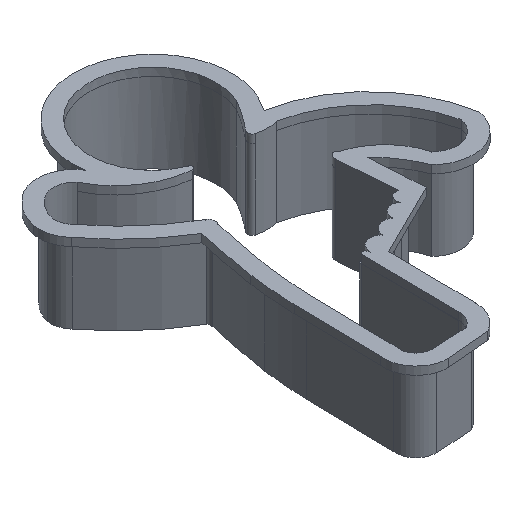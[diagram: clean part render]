
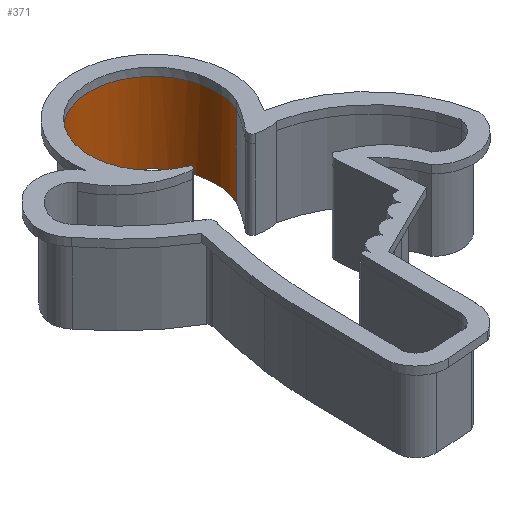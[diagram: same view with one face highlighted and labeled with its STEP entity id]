
A CAD part, isometric view. The second image highlights one B-rep face of the part: STEP entity #371.
In plain terms, the highlighted cylindrical face has radius 14.24 mm (diameter 28.48 mm), a partial arc.
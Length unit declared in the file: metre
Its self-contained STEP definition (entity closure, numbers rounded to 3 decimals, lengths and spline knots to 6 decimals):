
#371 = ADVANCED_FACE( '', ( #755 ), #756, .F. );
#755 = FACE_OUTER_BOUND( '', #1146, .T. );
#756 = CYLINDRICAL_SURFACE( '', #1147, 0.01424 );
#1146 = EDGE_LOOP( '', ( #2272, #2273, #2274, #2275, #2276, #2277 ) );
#1147 = AXIS2_PLACEMENT_3D( '', #2278, #2279, #2280 );
#2272 = ORIENTED_EDGE( '', *, *, #2875, .T. );
#2273 = ORIENTED_EDGE( '', *, *, #2746, .T. );
#2274 = ORIENTED_EDGE( '', *, *, #2716, .T. );
#2275 = ORIENTED_EDGE( '', *, *, #2750, .F. );
#2276 = ORIENTED_EDGE( '', *, *, #2615, .F. );
#2277 = ORIENTED_EDGE( '', *, *, #2868, .T. );
#2278 = CARTESIAN_POINT( '', ( 0., 0., -0.018 ) );
#2279 = DIRECTION( '', ( 0., 0., 1. ) );
#2280 = DIRECTION( '', ( 1., 0., 0. ) );
#2615 = EDGE_CURVE( '', #3245, #3247, #3248, .T. );
#2716 = EDGE_CURVE( '', #3392, #3390, #3393, .T. );
#2746 = EDGE_CURVE( '', #3432, #3392, #3434, .T. );
#2750 = EDGE_CURVE( '', #3247, #3390, #3438, .T. );
#2868 = EDGE_CURVE( '', #3245, #3577, #3579, .T. );
#2875 = EDGE_CURVE( '', #3577, #3432, #3586, .T. );
#3245 = VERTEX_POINT( '', #4041 );
#3247 = VERTEX_POINT( '', #4043 );
#3248 = CIRCLE( '', #4044, 0.01424 );
#3390 = VERTEX_POINT( '', #4237 );
#3392 = VERTEX_POINT( '', #4239 );
#3393 = CIRCLE( '', #4240, 0.01424 );
#3432 = VERTEX_POINT( '', #4289 );
#3434 = B_SPLINE_CURVE_WITH_KNOTS( '', 3, ( #4291, #4292, #4293, #4294, #4295, #4296, #4297, #4298, #4299, #4300, #4301, #4302, #4303, #4304, #4305, #4306, #4307, #4308 ), .UNSPECIFIED., .F., .F., ( 4, 2, 2, 2, 2, 2, 2, 2, 4 ), ( 0., 0.125, 0.25, 0.375, 0.5, 0.625, 0.75, 0.875, 1. ), .UNSPECIFIED. );
#3438 = LINE( '', #4312, #4313 );
#3577 = VERTEX_POINT( '', #4529 );
#3579 = LINE( '', #4531, #4532 );
#3586 = CIRCLE( '', #4540, 0.01424 );
#4041 = CARTESIAN_POINT( '', ( 0.01297, -0.005878, -0.018 ) );
#4043 = CARTESIAN_POINT( '', ( -0.010269, -0.009865, -0.018 ) );
#4044 = AXIS2_PLACEMENT_3D( '', #4903, #4904, #4905 );
#4237 = CARTESIAN_POINT( '', ( -0.010269, -0.009865, 0. ) );
#4239 = CARTESIAN_POINT( '', ( -0.013877, -0.003195, 0. ) );
#4240 = AXIS2_PLACEMENT_3D( '', #5074, #5075, #5076 );
#4289 = CARTESIAN_POINT( '', ( 0.013877, 0.003196, 0. ) );
#4291 = CARTESIAN_POINT( '', ( 0.013877, 0.003196, 0. ) );
#4292 = CARTESIAN_POINT( '', ( 0.013458, 0.005012, 0. ) );
#4293 = CARTESIAN_POINT( '', ( 0.012679, 0.006745, 0. ) );
#4294 = CARTESIAN_POINT( '', ( 0.010516, 0.009781, 0. ) );
#4295 = CARTESIAN_POINT( '', ( 0.009133, 0.011083, 0. ) );
#4296 = CARTESIAN_POINT( '', ( 0.005973, 0.013061, 0. ) );
#4297 = CARTESIAN_POINT( '', ( 0.004196, 0.013735, 0. ) );
#4298 = CARTESIAN_POINT( '', ( 0.00052, 0.014352, 0. ) );
#4299 = CARTESIAN_POINT( '', ( -0.001379, 0.014295, 0. ) );
#4300 = CARTESIAN_POINT( '', ( -0.005012, 0.013459, 0. ) );
#4301 = CARTESIAN_POINT( '', ( -0.006744, 0.012679, 0. ) );
#4302 = CARTESIAN_POINT( '', ( -0.009781, 0.010516, 0. ) );
#4303 = CARTESIAN_POINT( '', ( -0.011083, 0.009133, 0. ) );
#4304 = CARTESIAN_POINT( '', ( -0.01306, 0.005973, 0. ) );
#4305 = CARTESIAN_POINT( '', ( -0.013735, 0.004197, 0. ) );
#4306 = CARTESIAN_POINT( '', ( -0.014352, 0.00052, 0. ) );
#4307 = CARTESIAN_POINT( '', ( -0.014295, -0.001379, 0. ) );
#4308 = CARTESIAN_POINT( '', ( -0.013877, -0.003195, 0. ) );
#4312 = CARTESIAN_POINT( '', ( -0.010269, -0.009865, -0.018 ) );
#4313 = VECTOR( '', #5120, 1. );
#4529 = CARTESIAN_POINT( '', ( 0.01297, -0.005878, 0. ) );
#4531 = CARTESIAN_POINT( '', ( 0.01297, -0.005878, -0.018 ) );
#4532 = VECTOR( '', #5244, 1. );
#4540 = AXIS2_PLACEMENT_3D( '', #5249, #5250, #5251 );
#4903 = CARTESIAN_POINT( '', ( 0., 0., -0.018 ) );
#4904 = DIRECTION( '', ( 0., 0., 1. ) );
#4905 = DIRECTION( '', ( 1., 0., 0. ) );
#5074 = CARTESIAN_POINT( '', ( 0., 0., 0. ) );
#5075 = DIRECTION( '', ( 0., 0., 1. ) );
#5076 = DIRECTION( '', ( 1., 0., 0. ) );
#5120 = DIRECTION( '', ( 0., 0., 1. ) );
#5244 = DIRECTION( '', ( 0., 0., 1. ) );
#5249 = CARTESIAN_POINT( '', ( 0., 0., 0. ) );
#5250 = DIRECTION( '', ( 0., 0., 1. ) );
#5251 = DIRECTION( '', ( 1., 0., 0. ) );
